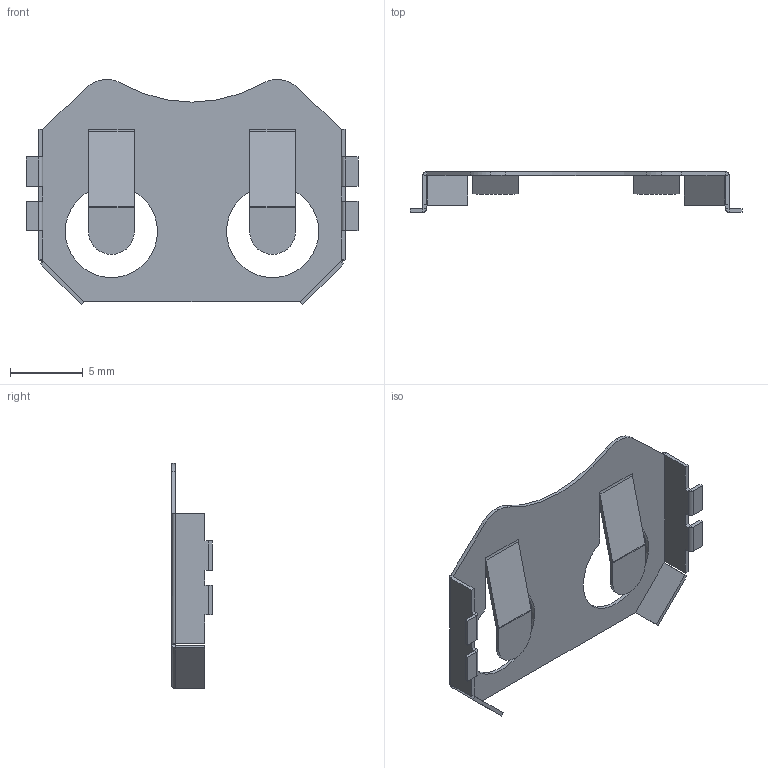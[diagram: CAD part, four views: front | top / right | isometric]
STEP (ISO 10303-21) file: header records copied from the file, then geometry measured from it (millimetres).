
FILE_DESCRIPTION((''),'2;1');
FILE_NAME('C-BAT-HLD-002-SMT','2023-09-14T09:06:52',('workeradm'),('TE Connectivity Ltd.'),'CREO PARAMETRIC BY PTC INC, 2021072','CREO PARAMETRIC BY PTC INC, 2021072','');
FILE_SCHEMA(('AUTOMOTIVE_DESIGN { 1 0 10303 214 1 1 1 1 }'));
Length unit declared in the file: millimetre
Products named in the file (1): C-BAT-HLD-002-SMT
Bounding box: 22.86 x 2.79 x 15.49 mm (x, y, z)
Volume: 80.3 mm3; surface area: 678.8 mm2
Topology: 1 solids, 1 shells, 141 faces, 330 edges, 192 vertices
Faces by surface type: plane 114, cylinder 23, bspline 4
Entity records: 4034 total; most frequent: CARTESIAN_POINT 785, ORIENTED_EDGE 660, DIRECTION 650, EDGE_CURVE 330, VECTOR 276, LINE 276, VERTEX_POINT 192, AXIS2_PLACEMENT_3D 187
